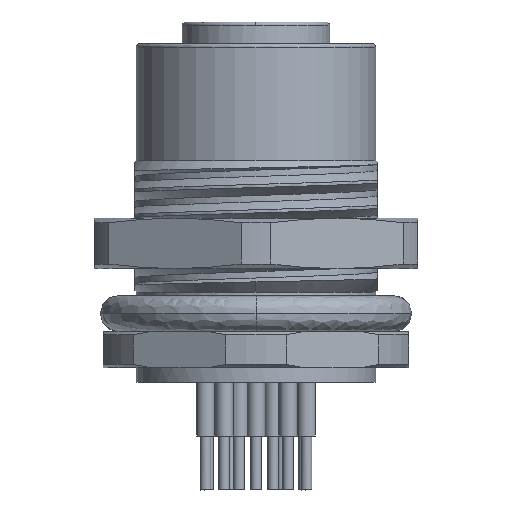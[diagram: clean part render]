
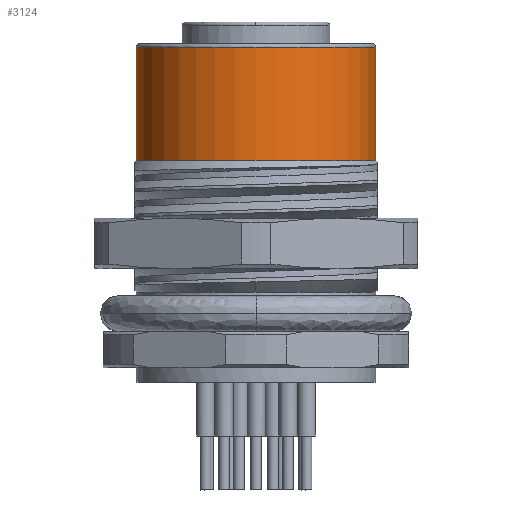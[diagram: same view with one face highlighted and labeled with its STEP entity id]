
A CAD part, front view. The second image highlights one B-rep face of the part: STEP entity #3124.
In plain terms, the highlighted cylindrical face has radius 6.65 mm (diameter 13.3 mm), a partial arc.
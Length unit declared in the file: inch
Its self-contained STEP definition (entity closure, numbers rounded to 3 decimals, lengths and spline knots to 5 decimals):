
#305 = EDGE_CURVE ( 'NONE', #7694, #440, #11589, .T. ) ;
#440 = VERTEX_POINT ( 'NONE', #13576 ) ;
#510 = DIRECTION ( 'NONE',  ( 0., 0., -1. ) ) ;
#606 = CARTESIAN_POINT ( 'NONE',  ( -0.26181, 0., -0.01024 ) ) ;
#1130 = EDGE_CURVE ( 'NONE', #16577, #7694, #13194, .T. ) ;
#1169 = AXIS2_PLACEMENT_3D ( 'NONE', #7470, #510, #15893 ) ;
#1527 = AXIS2_PLACEMENT_3D ( 'NONE', #9260, #2002, #9164 ) ;
#1541 = DIRECTION ( 'NONE',  ( -1., 0., 0. ) ) ;
#1645 = DIRECTION ( 'NONE',  ( 0., 0., -1. ) ) ;
#1793 = ORIENTED_EDGE ( 'NONE', *, *, #10755, .F. ) ;
#1940 = CARTESIAN_POINT ( 'NONE',  ( 0.26181, 0., -0.05512 ) ) ;
#2002 = DIRECTION ( 'NONE',  ( 0., 0., 1. ) ) ;
#3124 = ADVANCED_FACE ( 'NONE', ( #3276 ), #14531, .T. ) ;
#3276 = FACE_OUTER_BOUND ( 'NONE', #18042, .T. ) ;
#4310 = CARTESIAN_POINT ( 'NONE',  ( 0., 0., -0.30315 ) ) ;
#4727 = ORIENTED_EDGE ( 'NONE', *, *, #305, .T. ) ;
#5168 = DIRECTION ( 'NONE',  ( 0., 0., -1. ) ) ;
#5967 = DIRECTION ( 'NONE',  ( 0., 0., 1. ) ) ;
#7470 = CARTESIAN_POINT ( 'NONE',  ( 0., 0., -0.01024 ) ) ;
#7694 = VERTEX_POINT ( 'NONE', #12671 ) ;
#7697 = EDGE_CURVE ( 'NONE', #10954, #440, #8616, .T. ) ;
#7908 = VECTOR ( 'NONE', #1645, 39.37008 ) ;
#8616 = LINE ( 'NONE', #14203, #7908 ) ;
#8648 = CARTESIAN_POINT ( 'NONE',  ( -0.26181, 0., -0.05512 ) ) ;
#9164 = DIRECTION ( 'NONE',  ( -1., 0., 0. ) ) ;
#9260 = CARTESIAN_POINT ( 'NONE',  ( 0., 0., -0.05512 ) ) ;
#10755 = EDGE_CURVE ( 'NONE', #16577, #10954, #12976, .T. ) ;
#10954 = VERTEX_POINT ( 'NONE', #1940 ) ;
#11589 = CIRCLE ( 'NONE', #15626, 0.26181 ) ;
#12671 = CARTESIAN_POINT ( 'NONE',  ( -0.26181, 0., -0.30315 ) ) ;
#12976 = CIRCLE ( 'NONE', #1527, 0.26181 ) ;
#13194 = LINE ( 'NONE', #606, #16148 ) ;
#13576 = CARTESIAN_POINT ( 'NONE',  ( 0.26181, 0., -0.30315 ) ) ;
#14203 = CARTESIAN_POINT ( 'NONE',  ( 0.26181, 0., -0.01024 ) ) ;
#14531 = CYLINDRICAL_SURFACE ( 'NONE', #1169, 0.26181 ) ;
#14899 = ORIENTED_EDGE ( 'NONE', *, *, #1130, .T. ) ;
#15626 = AXIS2_PLACEMENT_3D ( 'NONE', #4310, #5967, #1541 ) ;
#15893 = DIRECTION ( 'NONE',  ( -1., 0., 0. ) ) ;
#16148 = VECTOR ( 'NONE', #5168, 39.37008 ) ;
#16577 = VERTEX_POINT ( 'NONE', #8648 ) ;
#17440 = ORIENTED_EDGE ( 'NONE', *, *, #7697, .F. ) ;
#18042 = EDGE_LOOP ( 'NONE', ( #17440, #1793, #14899, #4727 ) ) ;
